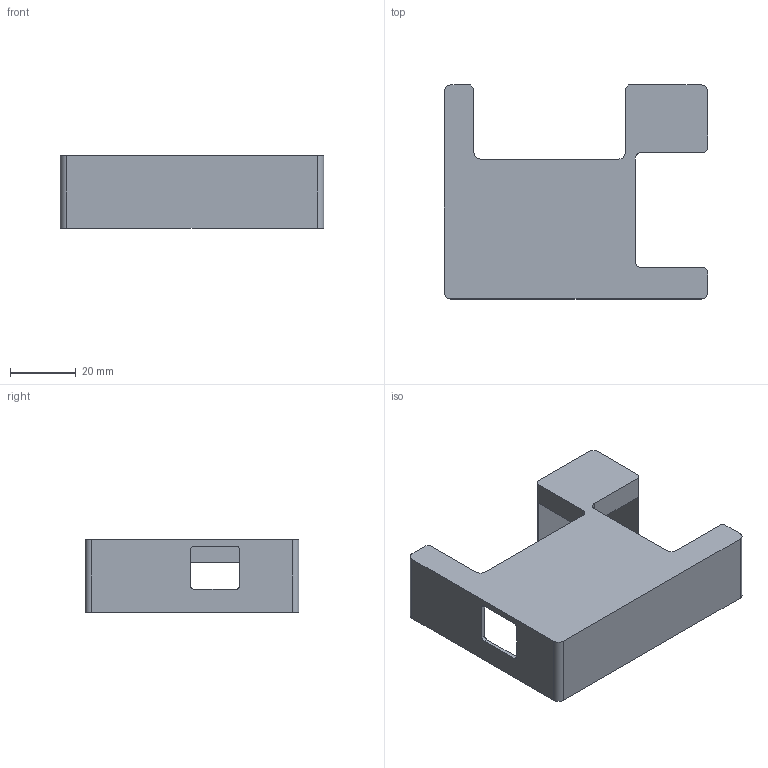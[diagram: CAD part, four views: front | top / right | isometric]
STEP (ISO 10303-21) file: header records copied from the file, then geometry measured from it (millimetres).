
FILE_DESCRIPTION(('CATIA V5 STEP Exchange'),'2;1');
FILE_NAME('Esphome_4way_switch_top.stp','2020-12-07T17:36:34+00:00',('none'),('none'),'CATIA Version 5 Release 20 GA (IN-10)','CATIA V5 STEP AP203','none');
FILE_SCHEMA(('CONFIG_CONTROL_DESIGN'));
Length unit declared in the file: millimetre
Products named in the file (1): Esphome_4way_switch_top
Bounding box: 80 x 65 x 22 mm (x, y, z)
Volume: 14479.5 mm3; surface area: 17459.8 mm2
Topology: 1 solids, 1 shells, 85 faces, 251 edges, 172 vertices
Faces by surface type: plane 49, cylinder 36
Entity records: 2756 total; most frequent: CARTESIAN_POINT 501, ORIENTED_EDGE 494, DIRECTION 385, EDGE_CURVE 247, VECTOR 177, LINE 177, VERTEX_POINT 167, AXIS2_PLACEMENT_3D 141
